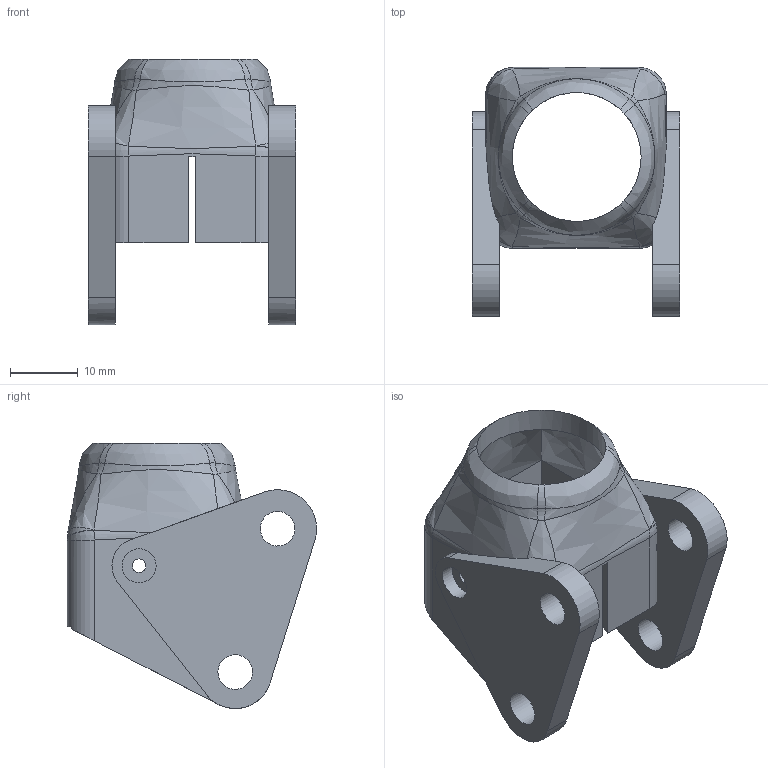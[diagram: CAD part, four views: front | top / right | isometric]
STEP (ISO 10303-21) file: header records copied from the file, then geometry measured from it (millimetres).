
FILE_DESCRIPTION(/* description */ (''),/* implementation_level */ '2;1');
FILE_NAME(/* name */ '45 deg mini predator fixed mount.stp',/* time_stamp */ '2023-02-19T10:26:41-07:00',/* author */ ('Steven'),/* organization */ (''),/* preprocessor_version */ 'ST-DEVELOPER v19',/* originating_system */ 'Autodesk Inventor 2023',/* authorisation */ '');
FILE_SCHEMA (('AUTOMOTIVE_DESIGN { 1 0 10303 214 3 1 1 }'));
Length unit declared in the file: inch
Products named in the file (1): 45 deg mini predator fixed mount
Bounding box: 30.6 x 36.67 x 39.02 mm (x, y, z)
Volume: 7996.4 mm3; surface area: 7292.6 mm2
Topology: 1 solids, 1 shells, 93 faces, 264 edges, 195 vertices
Faces by surface type: bspline 38, plane 26, cylinder 23, sphere 6
Full cylindrical faces by diameter (mm): 2 x2, 5 x2, 5.1 x4, 18.96 x1
Entity records: 3958 total; most frequent: CARTESIAN_POINT 1645, ORIENTED_EDGE 468, DIRECTION 421, EDGE_CURVE 234, AXIS2_PLACEMENT_3D 167, VERTEX_POINT 143, CIRCLE 109, EDGE_LOOP 107
